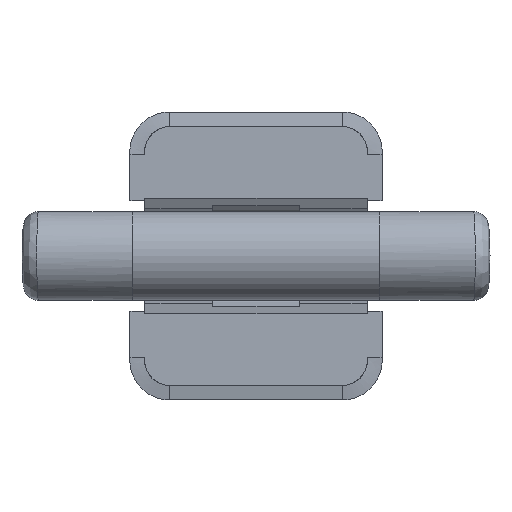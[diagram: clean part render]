
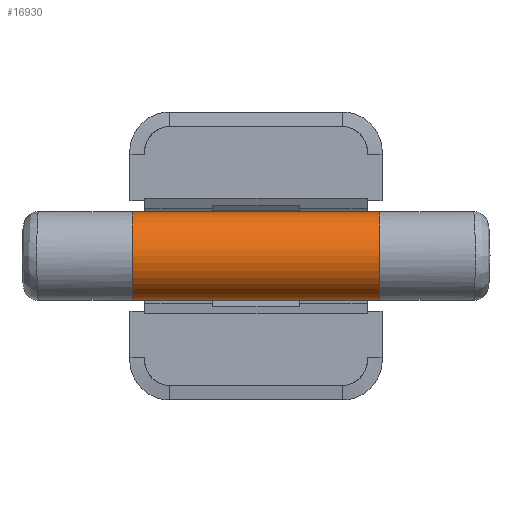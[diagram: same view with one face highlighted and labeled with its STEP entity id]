
A CAD part, front view. The second image highlights one B-rep face of the part: STEP entity #16930.
In plain terms, the highlighted cylindrical face has radius 18 mm (diameter 36 mm), a partial arc.
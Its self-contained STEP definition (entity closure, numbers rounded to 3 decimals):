
#12166=CARTESIAN_POINT('',(50.,-0.999,17.972));
#12167=CARTESIAN_POINT('',(50.,-1.019,17.973));
#12168=CARTESIAN_POINT('',(50.,-1.022,17.974));
#12169=CARTESIAN_POINT('',(50.,-1.041,17.975));
#12171=DIRECTION('',(1.,0.,0.));
#12172=VECTOR('',#12171,100.);
#12173=CARTESIAN_POINT('',(-50.,-0.999,17.972));
#12174=LINE('',#12173,#12172);
#12175=CARTESIAN_POINT('',(-50.,-1.041,17.975));
#12176=CARTESIAN_POINT('',(-50.,-1.022,17.974));
#12177=CARTESIAN_POINT('',(-50.,-1.019,17.973));
#12178=CARTESIAN_POINT('',(-50.,-0.999,17.972));
#12254=CARTESIAN_POINT('',(-50.,0.,0.));
#12255=DIRECTION('',(-1.,0.,0.));
#12256=DIRECTION('',(0.,-0.057,-0.998));
#12257=AXIS2_PLACEMENT_3D('',#12254,#12255,#12256);
#12267=CARTESIAN_POINT('',(50.,0.,0.));
#12268=DIRECTION('',(-1.,0.,0.));
#12269=DIRECTION('',(0.,-0.057,-0.998));
#12270=AXIS2_PLACEMENT_3D('',#12267,#12268,#12269);
#12417=CARTESIAN_POINT('',(-50.,-1.041,-17.975));
#12418=CARTESIAN_POINT('',(-50.,-1.022,-17.974));
#12419=CARTESIAN_POINT('',(-50.,-1.019,-17.973));
#12420=CARTESIAN_POINT('',(-50.,-0.999,-17.972));
#12422=DIRECTION('',(1.,0.,0.));
#12423=VECTOR('',#12422,100.);
#12424=CARTESIAN_POINT('',(-50.,-0.999,-17.972));
#12425=LINE('',#12424,#12423);
#12426=CARTESIAN_POINT('',(50.,-0.999,-17.972));
#12427=CARTESIAN_POINT('',(50.,-1.019,-17.973));
#12428=CARTESIAN_POINT('',(50.,-1.022,-17.974));
#12429=CARTESIAN_POINT('',(50.,-1.041,-17.975));
#15608=CARTESIAN_POINT('',(50.,-1.024,-17.971));
#15609=CARTESIAN_POINT('',(50.,-1.024,17.971));
#15610=VERTEX_POINT('',#15608);
#15611=VERTEX_POINT('',#15609);
#15612=CARTESIAN_POINT('',(-50.,-1.024,-17.971));
#15613=CARTESIAN_POINT('',(-50.,-1.024,17.971));
#15614=VERTEX_POINT('',#15612);
#15615=VERTEX_POINT('',#15613);
#15662=VERTEX_POINT('',#12166);
#15663=VERTEX_POINT('',#12426);
#15862=VERTEX_POINT('',#12178);
#15863=VERTEX_POINT('',#12420);
#16911=CARTESIAN_POINT('',(50.,0.,0.));
#16912=DIRECTION('',(1.,0.,0.));
#16913=DIRECTION('',(0.,0.,-1.));
#16914=AXIS2_PLACEMENT_3D('',#16911,#16912,#16913);
#16915=CYLINDRICAL_SURFACE('',#16914,18.);
#16917=ORIENTED_EDGE('',*,*,#16916,.F.);
#16919=ORIENTED_EDGE('',*,*,#16918,.F.);
#16921=ORIENTED_EDGE('',*,*,#16920,.F.);
#16923=ORIENTED_EDGE('',*,*,#16922,.F.);
#16924=ORIENTED_EDGE('',*,*,#16851,.T.);
#16925=ORIENTED_EDGE('',*,*,#16714,.T.);
#16926=ORIENTED_EDGE('',*,*,#16712,.T.);
#16927=ORIENTED_EDGE('',*,*,#16710,.T.);
#16928=EDGE_LOOP('',(#16917,#16919,#16921,#16923,#16924,#16925,#16926,#16927));
#16929=FACE_OUTER_BOUND('',#16928,.F.);
#16930=ADVANCED_FACE('',(#16929),#16915,.T.);
#12170=B_SPLINE_CURVE_WITH_KNOTS('',3,(#12166,#12167,#12168,#12169),
.UNSPECIFIED.,.F.,.F.,(4,4),(0.,1.),.UNSPECIFIED.);
#12179=B_SPLINE_CURVE_WITH_KNOTS('',3,(#12175,#12176,#12177,#12178),
.UNSPECIFIED.,.F.,.F.,(4,4),(0.,1.),.UNSPECIFIED.);
#12258=CIRCLE('',#12257,18.);
#12271=CIRCLE('',#12270,18.);
#12421=B_SPLINE_CURVE_WITH_KNOTS('',3,(#12417,#12418,#12419,#12420),
.UNSPECIFIED.,.F.,.F.,(4,4),(0.,1.),.UNSPECIFIED.);
#12430=B_SPLINE_CURVE_WITH_KNOTS('',3,(#12426,#12427,#12428,#12429),
.UNSPECIFIED.,.F.,.F.,(4,4),(0.,1.),.UNSPECIFIED.);
#16710=EDGE_CURVE('',#15662,#15611,#12170,.T.);
#16712=EDGE_CURVE('',#15862,#15662,#12174,.T.);
#16714=EDGE_CURVE('',#15615,#15862,#12179,.T.);
#16851=EDGE_CURVE('',#15614,#15615,#12258,.T.);
#16916=EDGE_CURVE('',#15610,#15611,#12271,.T.);
#16918=EDGE_CURVE('',#15663,#15610,#12430,.T.);
#16920=EDGE_CURVE('',#15863,#15663,#12425,.T.);
#16922=EDGE_CURVE('',#15614,#15863,#12421,.T.);
